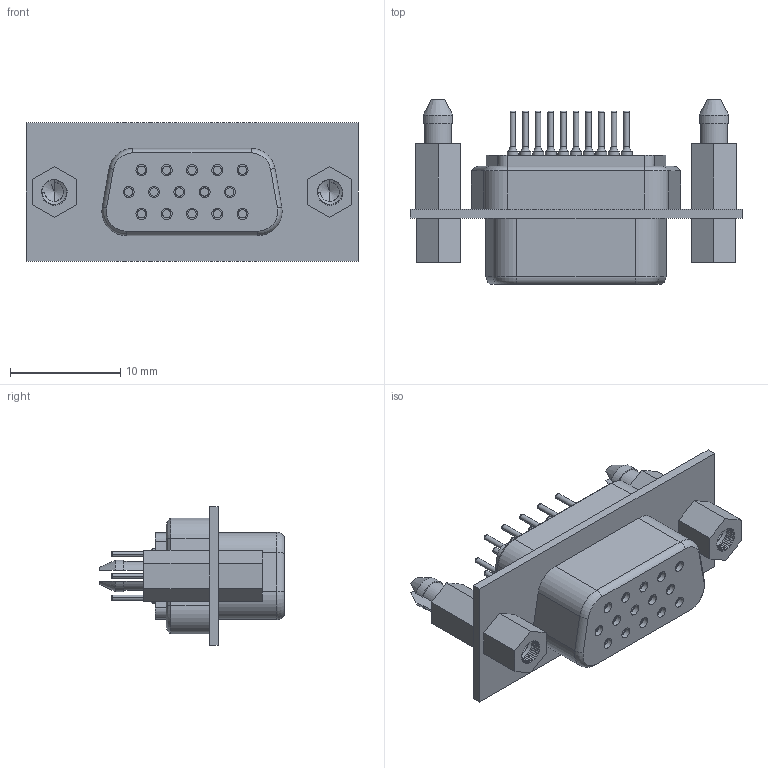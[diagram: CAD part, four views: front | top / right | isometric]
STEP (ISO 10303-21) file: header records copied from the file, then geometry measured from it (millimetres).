
FILE_DESCRIPTION( ('This file contains a STEP AP42 implementation' ,'as created by ZW3D STEP Interface translator.') ,'2;1' );
FILE_NAME( '6212-XXFHXXX01.stp' ,'231114.105920', (''), ('ZWCAD Software Co.'), 'Version 1.0', 'ZW3D to STEP translator', '' );
FILE_SCHEMA(('AUTOMOTIVE_DESIGN { 1 0 10303 214 1 1 1 1 }'));
Length unit declared in the file: millimetre
Products named in the file (2): 0; 6212-15fxxxb01001
Bounding box: 30.1 x 16.75 x 12.55 mm (x, y, z)
Volume: 2091.1 mm3; surface area: 2254.7 mm2
Topology: 1 solids, 3 shells, 409 faces, 944 edges, 592 vertices
Faces by surface type: cylinder 190, plane 133, torus 68, bspline 10, cone 8
Entity records: 14263 total; most frequent: CARTESIAN_POINT 4298, DIRECTION 2138, ORIENTED_EDGE 1880, EDGE_CURVE 940, AXIS2_PLACEMENT_3D 864, VERTEX_POINT 592, EDGE_LOOP 468, CIRCLE 464
